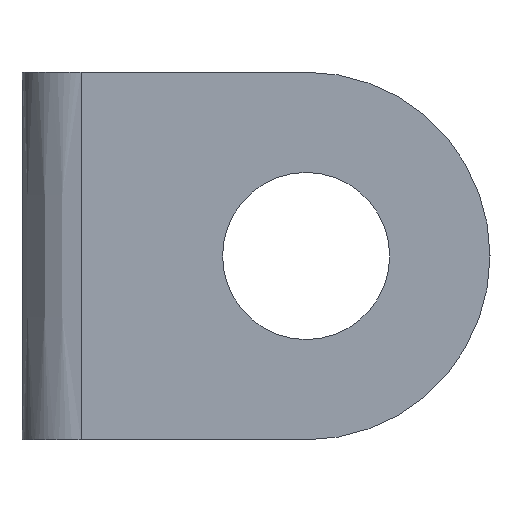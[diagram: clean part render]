
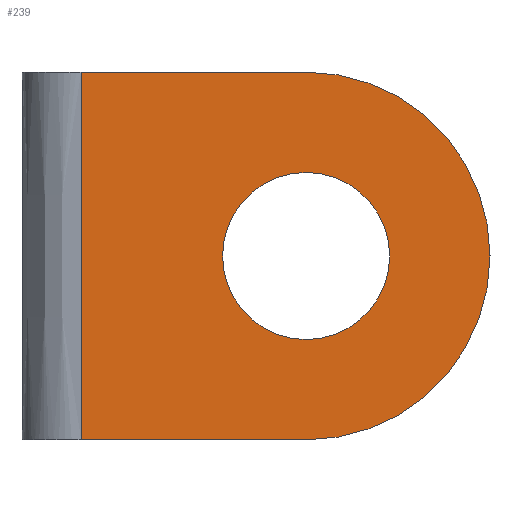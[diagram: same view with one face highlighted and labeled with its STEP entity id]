
A CAD part, left-side view. The second image highlights one B-rep face of the part: STEP entity #239.
In plain terms, the highlighted planar face has unit normal (-1, 0, 0).
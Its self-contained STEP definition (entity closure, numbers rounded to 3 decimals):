
#19=FACE_BOUND('',#90,.T.);
#25=CIRCLE('',#266,5.5);
#26=CIRCLE('',#267,2.5);
#38=LINE('',#432,#55);
#39=LINE('',#436,#56);
#55=VECTOR('',#292,10.);
#56=VECTOR('',#297,10.);
#68=PLANE('',#265);
#76=FACE_OUTER_BOUND('',#89,.T.);
#89=EDGE_LOOP('',(#181,#182,#183,#184));
#90=EDGE_LOOP('',(#185));
#107=B_SPLINE_CURVE_WITH_KNOTS('',3,(#385,#386,#387,#388),.UNSPECIFIED.,
 .F.,.F.,(4,4),(0.,1.1),.UNSPECIFIED.);
#114=VERTEX_POINT('',#369);
#116=VERTEX_POINT('',#384);
#123=VERTEX_POINT('',#430);
#124=VERTEX_POINT('',#434);
#125=VERTEX_POINT('',#437);
#137=EDGE_CURVE('',#116,#114,#107,.T.);
#146=EDGE_CURVE('',#114,#123,#38,.T.);
#147=EDGE_CURVE('',#124,#123,#25,.F.);
#148=EDGE_CURVE('',#124,#116,#39,.T.);
#149=EDGE_CURVE('',#125,#125,#26,.T.);
#181=ORIENTED_EDGE('',*,*,#137,.T.);
#182=ORIENTED_EDGE('',*,*,#146,.T.);
#183=ORIENTED_EDGE('',*,*,#147,.F.);
#184=ORIENTED_EDGE('',*,*,#148,.T.);
#185=ORIENTED_EDGE('',*,*,#149,.F.);
#239=ADVANCED_FACE('',(#76,#19),#68,.F.);
#265=AXIS2_PLACEMENT_3D('',#433,#293,#294);
#266=AXIS2_PLACEMENT_3D('',#435,#295,#296);
#267=AXIS2_PLACEMENT_3D('',#438,#298,#299);
#292=DIRECTION('',(0.,-1.,0.));
#293=DIRECTION('center_axis',(1.,0.,0.));
#294=DIRECTION('ref_axis',(0.,0.,-1.));
#295=DIRECTION('center_axis',(-1.,0.,0.));
#296=DIRECTION('ref_axis',(0.,0.,1.));
#297=DIRECTION('',(0.,1.,0.));
#298=DIRECTION('center_axis',(-1.,0.,0.));
#299=DIRECTION('ref_axis',(0.,0.,1.));
#369=CARTESIAN_POINT('',(-0.7,8.232,-296.968));
#384=CARTESIAN_POINT('',(-0.7,8.232,-285.968));
#385=CARTESIAN_POINT('Ctrl Pts',(-0.7,8.232,-285.968));
#386=CARTESIAN_POINT('Ctrl Pts',(-0.7,8.232,-289.635));
#387=CARTESIAN_POINT('Ctrl Pts',(-0.7,8.232,-293.302));
#388=CARTESIAN_POINT('Ctrl Pts',(-0.7,8.232,-296.968));
#430=CARTESIAN_POINT('',(-0.7,1.5,-296.968));
#432=CARTESIAN_POINT('',(-0.7,2.55,-296.968));
#433=CARTESIAN_POINT('Origin',(-0.7,3.6,-291.468));
#434=CARTESIAN_POINT('',(-0.7,1.5,-285.968));
#435=CARTESIAN_POINT('Origin',(-0.7,1.5,-291.468));
#436=CARTESIAN_POINT('',(-0.7,6.9,-285.968));
#437=CARTESIAN_POINT('',(-0.7,1.5,-293.968));
#438=CARTESIAN_POINT('Origin',(-0.7,1.5,-291.468));
